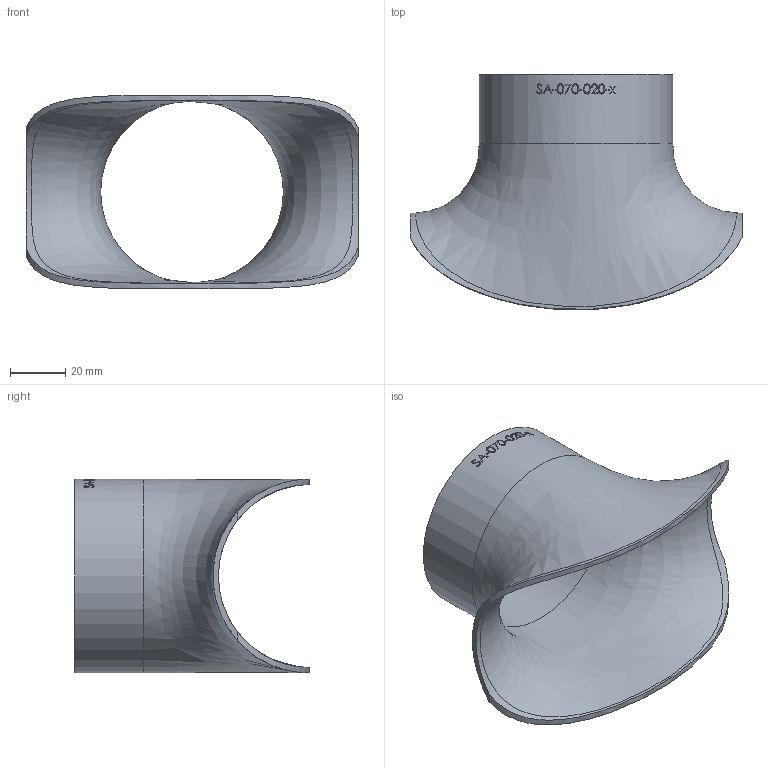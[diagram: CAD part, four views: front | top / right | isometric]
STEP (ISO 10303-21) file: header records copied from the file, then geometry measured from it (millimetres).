
FILE_DESCRIPTION (( 'STEP AP214' ), '1' );
FILE_NAME ('SA-070-020-x Sattelstutzen 1912.STEP', '2019-12-05T09:35:01', ( '' ), ( '' ), 'SwSTEP 2.0', 'SolidWorks 2016', '' );
FILE_SCHEMA (( 'AUTOMOTIVE_DESIGN' ));
Length unit declared in the file: millimetre
Products named in the file (1): SA-070-020-x Sattelstutzen 1912
Bounding box: 120 x 84.89 x 70 mm (x, y, z)
Volume: 40772.9 mm3; surface area: 40156 mm2
Topology: 1 solids, 1 shells, 134 faces, 344 edges, 229 vertices
Faces by surface type: bspline 82, plane 31, cylinder 21
Full cylindrical faces by diameter (mm): 66 x1, 70 x1
Entity records: 22153 total; most frequent: CARTESIAN_POINT 18293, ORIENTED_EDGE 672, EDGE_CURVE 336, B_SPLINE_CURVE_WITH_KNOTS 253, DIRECTION 236, VERTEX_POINT 226, EDGE_LOOP 158, FACE_OUTER_BOUND 138
